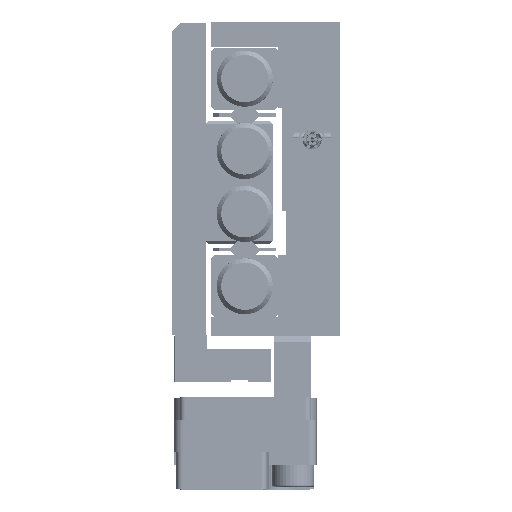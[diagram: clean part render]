
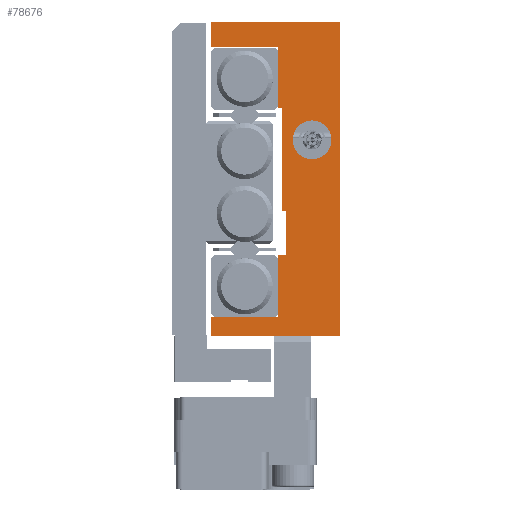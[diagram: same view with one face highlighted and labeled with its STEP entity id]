
A CAD part, left-side view. The second image highlights one B-rep face of the part: STEP entity #78676.
In plain terms, the highlighted planar face has unit normal (-1, 0, 0).
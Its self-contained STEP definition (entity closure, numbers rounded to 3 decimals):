
#168 = CARTESIAN_POINT ( 'NONE',  ( -75., 2.5, 1.773 ) ) ;
#819 = LINE ( 'NONE', #44027, #34091 ) ;
#904 = CARTESIAN_POINT ( 'NONE',  ( -75., 5.5, -6.8 ) ) ;
#2657 = VERTEX_POINT ( 'NONE', #19763 ) ;
#3336 = ORIENTED_EDGE ( 'NONE', *, *, #44142, .F. ) ;
#4335 = CARTESIAN_POINT ( 'NONE',  ( -75., 5.5, 6.3 ) ) ;
#5365 = CARTESIAN_POINT ( 'NONE',  ( -75., 5.5, 14. ) ) ;
#5887 = EDGE_CURVE ( 'NONE', #23204, #67286, #18475, .T. ) ;
#6480 = CARTESIAN_POINT ( 'NONE',  ( -75., 2.5, 3.5 ) ) ;
#6686 = CARTESIAN_POINT ( 'NONE',  ( -75., 11.5, -12.3 ) ) ;
#6964 = EDGE_CURVE ( 'NONE', #93320, #55505, #56196, .T. ) ;
#7429 = EDGE_CURVE ( 'NONE', #34077, #57285, #819, .T. ) ;
#7879 = DIRECTION ( 'NONE',  ( -1., 0., 0. ) ) ;
#8690 = VERTEX_POINT ( 'NONE', #6686 ) ;
#8959 = DIRECTION ( 'NONE',  ( 0., 0., 1. ) ) ;
#12176 = ORIENTED_EDGE ( 'NONE', *, *, #88389, .T. ) ;
#13700 = VECTOR ( 'NONE', #92811, 1000. ) ;
#14144 = LINE ( 'NONE', #80551, #39019 ) ;
#15659 = ORIENTED_EDGE ( 'NONE', *, *, #7429, .F. ) ;
#15969 = CARTESIAN_POINT ( 'NONE',  ( -75., 5.5, -6.8 ) ) ;
#16407 = EDGE_CURVE ( 'NONE', #46212, #23204, #51644, .T. ) ;
#18475 = LINE ( 'NONE', #83959, #56826 ) ;
#19653 = CARTESIAN_POINT ( 'NONE',  ( -75., 11.5, 14. ) ) ;
#19763 = CARTESIAN_POINT ( 'NONE',  ( -75., 5.5, 11.8 ) ) ;
#19888 = VECTOR ( 'NONE', #8959, 1000. ) ;
#23204 = VERTEX_POINT ( 'NONE', #26743 ) ;
#23352 = LINE ( 'NONE', #88376, #13700 ) ;
#23758 = CARTESIAN_POINT ( 'NONE',  ( -75., 11.5, 14. ) ) ;
#23901 = VERTEX_POINT ( 'NONE', #41808 ) ;
#24862 = ORIENTED_EDGE ( 'NONE', *, *, #59590, .F. ) ;
#25439 = VERTEX_POINT ( 'NONE', #168 ) ;
#26018 = ORIENTED_EDGE ( 'NONE', *, *, #79309, .F. ) ;
#26616 = VECTOR ( 'NONE', #69947, 1000. ) ;
#26743 = CARTESIAN_POINT ( 'NONE',  ( -75., 0., -14. ) ) ;
#26777 = ORIENTED_EDGE ( 'NONE', *, *, #78434, .F. ) ;
#26839 = AXIS2_PLACEMENT_3D ( 'NONE', #40212, #76705, #32639 ) ;
#26939 = CIRCLE ( 'NONE', #34341, 1.727 ) ;
#30376 = LINE ( 'NONE', #52159, #19888 ) ;
#31566 = ORIENTED_EDGE ( 'NONE', *, *, #16407, .T. ) ;
#31718 = PLANE ( 'NONE',  #26839 ) ;
#32639 = DIRECTION ( 'NONE',  ( 0., 0., -1. ) ) ;
#33313 = DIRECTION ( 'NONE',  ( 0., 1., 0. ) ) ;
#33483 = VECTOR ( 'NONE', #86786, 1000. ) ;
#33624 = CARTESIAN_POINT ( 'NONE',  ( -75., 0., 14. ) ) ;
#33894 = DIRECTION ( 'NONE',  ( 0., -1., 0. ) ) ;
#34077 = VERTEX_POINT ( 'NONE', #53811 ) ;
#34091 = VECTOR ( 'NONE', #66738, 1000. ) ;
#34300 = EDGE_CURVE ( 'NONE', #93320, #67286, #56149, .T. ) ;
#34341 = AXIS2_PLACEMENT_3D ( 'NONE', #6480, #7879, #36855 ) ;
#34437 = ORIENTED_EDGE ( 'NONE', *, *, #53584, .T. ) ;
#34453 = VECTOR ( 'NONE', #33313, 1000. ) ;
#35078 = DIRECTION ( 'NONE',  ( 0., 1., 0. ) ) ;
#35504 = VECTOR ( 'NONE', #63207, 1000. ) ;
#35720 = CARTESIAN_POINT ( 'NONE',  ( -75., 4.8, -6.8 ) ) ;
#36855 = DIRECTION ( 'NONE',  ( 0., 0., 1. ) ) ;
#37414 = AXIS2_PLACEMENT_3D ( 'NONE', #52826, #47082, #81756 ) ;
#38145 = VECTOR ( 'NONE', #63144, 1000. ) ;
#38996 = VERTEX_POINT ( 'NONE', #70564 ) ;
#39019 = VECTOR ( 'NONE', #35078, 1000. ) ;
#39760 = FACE_OUTER_BOUND ( 'NONE', #76290, .T. ) ;
#40212 = CARTESIAN_POINT ( 'NONE',  ( -75., 5.5, -14. ) ) ;
#40814 = VERTEX_POINT ( 'NONE', #86491 ) ;
#41808 = CARTESIAN_POINT ( 'NONE',  ( -75., 2.5, 5.227 ) ) ;
#42831 = VERTEX_POINT ( 'NONE', #35720 ) ;
#43290 = ORIENTED_EDGE ( 'NONE', *, *, #5887, .T. ) ;
#43650 = CARTESIAN_POINT ( 'NONE',  ( -75., 5.2, 6.3 ) ) ;
#44027 = CARTESIAN_POINT ( 'NONE',  ( -75., 5.5, -14. ) ) ;
#44142 = EDGE_CURVE ( 'NONE', #25439, #23901, #26939, .T. ) ;
#46087 = ORIENTED_EDGE ( 'NONE', *, *, #81527, .F. ) ;
#46212 = VERTEX_POINT ( 'NONE', #67161 ) ;
#47082 = DIRECTION ( 'NONE',  ( -1., 0., 0. ) ) ;
#48000 = LINE ( 'NONE', #4335, #34453 ) ;
#48102 = EDGE_CURVE ( 'NONE', #42831, #50883, #30376, .T. ) ;
#50883 = VERTEX_POINT ( 'NONE', #79891 ) ;
#51103 = CIRCLE ( 'NONE', #37414, 1.727 ) ;
#51644 = LINE ( 'NONE', #79175, #33483 ) ;
#51816 = ORIENTED_EDGE ( 'NONE', *, *, #48102, .F. ) ;
#52159 = CARTESIAN_POINT ( 'NONE',  ( -75., 4.8, -6.8 ) ) ;
#52826 = CARTESIAN_POINT ( 'NONE',  ( -75., 2.5, 3.5 ) ) ;
#53584 = EDGE_CURVE ( 'NONE', #55505, #2657, #55615, .T. ) ;
#53811 = CARTESIAN_POINT ( 'NONE',  ( -75., 5.5, -12.3 ) ) ;
#54374 = VECTOR ( 'NONE', #58322, 1000. ) ;
#55505 = VERTEX_POINT ( 'NONE', #88105 ) ;
#55615 = LINE ( 'NONE', #77902, #35504 ) ;
#56149 = LINE ( 'NONE', #5365, #60040 ) ;
#56196 = LINE ( 'NONE', #19653, #26616 ) ;
#56740 = ORIENTED_EDGE ( 'NONE', *, *, #34300, .F. ) ;
#56826 = VECTOR ( 'NONE', #90166, 1000. ) ;
#57285 = VERTEX_POINT ( 'NONE', #15969 ) ;
#57900 = DIRECTION ( 'NONE',  ( 0., 0., 1. ) ) ;
#58322 = DIRECTION ( 'NONE',  ( 0., -1., 0. ) ) ;
#59284 = CARTESIAN_POINT ( 'NONE',  ( -75., 5.2, 6.3 ) ) ;
#59590 = EDGE_CURVE ( 'NONE', #38996, #81673, #65469, .T. ) ;
#60040 = VECTOR ( 'NONE', #33894, 1000. ) ;
#61541 = CARTESIAN_POINT ( 'NONE',  ( -75., 5.5, -14. ) ) ;
#61896 = EDGE_CURVE ( 'NONE', #34077, #8690, #14144, .T. ) ;
#62000 = DIRECTION ( 'NONE',  ( 0., 0., 1. ) ) ;
#63144 = DIRECTION ( 'NONE',  ( 0., 1., 0. ) ) ;
#63207 = DIRECTION ( 'NONE',  ( 0., -1., 0. ) ) ;
#65469 = LINE ( 'NONE', #59284, #90265 ) ;
#66365 = LINE ( 'NONE', #904, #54374 ) ;
#66738 = DIRECTION ( 'NONE',  ( 0., 0., 1. ) ) ;
#67161 = CARTESIAN_POINT ( 'NONE',  ( -75., 11.5, -14. ) ) ;
#67286 = VERTEX_POINT ( 'NONE', #33624 ) ;
#69383 = EDGE_LOOP ( 'NONE', ( #26018, #3336 ) ) ;
#69947 = DIRECTION ( 'NONE',  ( 0., 0., -1. ) ) ;
#70564 = CARTESIAN_POINT ( 'NONE',  ( -75., 5.2, -2.8 ) ) ;
#71189 = LINE ( 'NONE', #91630, #38145 ) ;
#73376 = EDGE_CURVE ( 'NONE', #50883, #38996, #71189, .T. ) ;
#76290 = EDGE_LOOP ( 'NONE', ( #51816, #46087, #15659, #88605, #12176, #31566, #43290, #56740, #87870, #34437, #82836, #26777, #24862, #84456 ) ) ;
#76705 = DIRECTION ( 'NONE',  ( 1., 0., 0. ) ) ;
#77902 = CARTESIAN_POINT ( 'NONE',  ( -75., 5.5, 11.8 ) ) ;
#78434 = EDGE_CURVE ( 'NONE', #81673, #40814, #48000, .T. ) ;
#78676 = ADVANCED_FACE ( 'NONE', ( #83835, #39760 ), #31718, .F. ) ;
#78688 = EDGE_CURVE ( 'NONE', #40814, #2657, #90947, .T. ) ;
#79175 = CARTESIAN_POINT ( 'NONE',  ( -75., 5.5, -14. ) ) ;
#79309 = EDGE_CURVE ( 'NONE', #23901, #25439, #51103, .T. ) ;
#79867 = VECTOR ( 'NONE', #62000, 1000. ) ;
#79891 = CARTESIAN_POINT ( 'NONE',  ( -75., 4.8, -2.8 ) ) ;
#80551 = CARTESIAN_POINT ( 'NONE',  ( -75., 5.5, -12.3 ) ) ;
#81527 = EDGE_CURVE ( 'NONE', #57285, #42831, #66365, .T. ) ;
#81673 = VERTEX_POINT ( 'NONE', #43650 ) ;
#81756 = DIRECTION ( 'NONE',  ( 0., 0., 1. ) ) ;
#82836 = ORIENTED_EDGE ( 'NONE', *, *, #78688, .F. ) ;
#83835 = FACE_BOUND ( 'NONE', #69383, .T. ) ;
#83959 = CARTESIAN_POINT ( 'NONE',  ( -75., 0., -14. ) ) ;
#84456 = ORIENTED_EDGE ( 'NONE', *, *, #73376, .F. ) ;
#86491 = CARTESIAN_POINT ( 'NONE',  ( -75., 5.5, 6.3 ) ) ;
#86786 = DIRECTION ( 'NONE',  ( 0., -1., 0. ) ) ;
#87870 = ORIENTED_EDGE ( 'NONE', *, *, #6964, .T. ) ;
#88105 = CARTESIAN_POINT ( 'NONE',  ( -75., 11.5, 11.8 ) ) ;
#88376 = CARTESIAN_POINT ( 'NONE',  ( -75., 11.5, -14. ) ) ;
#88389 = EDGE_CURVE ( 'NONE', #8690, #46212, #23352, .T. ) ;
#88605 = ORIENTED_EDGE ( 'NONE', *, *, #61896, .T. ) ;
#90166 = DIRECTION ( 'NONE',  ( 0., 0., 1. ) ) ;
#90265 = VECTOR ( 'NONE', #57900, 1000. ) ;
#90947 = LINE ( 'NONE', #61541, #79867 ) ;
#91630 = CARTESIAN_POINT ( 'NONE',  ( -75., 4.8, -2.8 ) ) ;
#92811 = DIRECTION ( 'NONE',  ( 0., 0., -1. ) ) ;
#93320 = VERTEX_POINT ( 'NONE', #23758 ) ;
